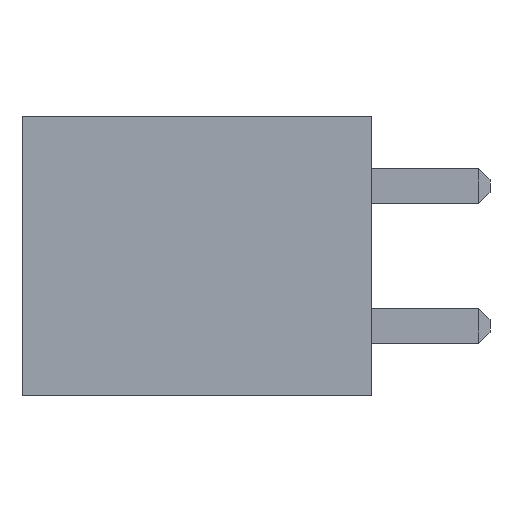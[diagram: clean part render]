
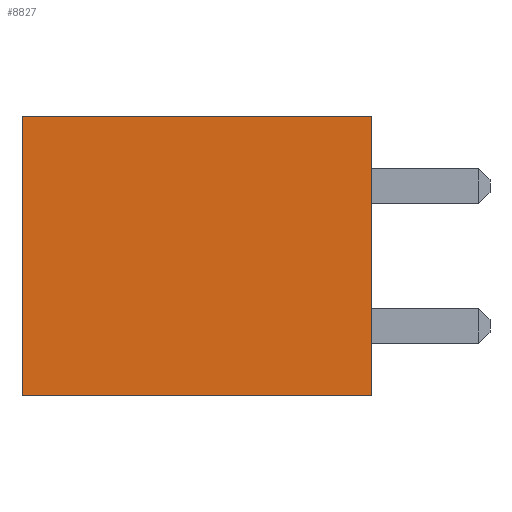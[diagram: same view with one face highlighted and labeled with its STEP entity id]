
A CAD part, left-side view. The second image highlights one B-rep face of the part: STEP entity #8827.
In plain terms, the highlighted planar face has unit normal (-1, 0, 0).
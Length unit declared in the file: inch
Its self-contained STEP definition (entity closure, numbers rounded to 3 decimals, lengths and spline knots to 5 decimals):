
#720 = VECTOR ( 'NONE', #3337, 39.37008 ) ;
#727 = VECTOR ( 'NONE', #3355, 39.37008 ) ;
#805 = VECTOR ( 'NONE', #5579, 39.37008 ) ;
#811 = VECTOR ( 'NONE', #5591, 39.37008 ) ;
#3336 = CARTESIAN_POINT ( 'NONE',  ( -0.06, 0.125, -0.1 ) ) ;
#3337 = DIRECTION ( 'NONE',  ( 0., -1., 0. ) ) ;
#3354 = CARTESIAN_POINT ( 'NONE',  ( -0.06, 0.125, 0.1 ) ) ;
#3355 = DIRECTION ( 'NONE',  ( 0., 0., -1. ) ) ;
#3363 = CARTESIAN_POINT ( 'NONE',  ( -0.06, 0.125, -0.1 ) ) ;
#3376 = CARTESIAN_POINT ( 'NONE',  ( -0.06, 0.125, 0.1 ) ) ;
#4006 = CARTESIAN_POINT ( 'NONE',  ( -0.06, -0.125, -0.1 ) ) ;
#4008 = CARTESIAN_POINT ( 'NONE',  ( -0.06, -0.125, 0.1 ) ) ;
#4369 = EDGE_LOOP ( 'NONE', ( #10741, #10742, #10743, #10740 ) ) ;
#5316 = VERTEX_POINT ( 'NONE', #4006 ) ;
#5318 = VERTEX_POINT ( 'NONE', #4008 ) ;
#5323 = VERTEX_POINT ( 'NONE', #3363 ) ;
#5336 = VERTEX_POINT ( 'NONE', #3376 ) ;
#5578 = CARTESIAN_POINT ( 'NONE',  ( -0.06, -0.125, 0.035 ) ) ;
#5579 = DIRECTION ( 'NONE',  ( 0., 0., 1. ) ) ;
#5590 = CARTESIAN_POINT ( 'NONE',  ( -0.06, -0.125, 0.1 ) ) ;
#5591 = DIRECTION ( 'NONE',  ( 0., 1., 0. ) ) ;
#6985 = FACE_OUTER_BOUND ( 'NONE', #4369, .T. ) ;
#8392 = EDGE_CURVE ( 'NONE', #5323, #5316, #9672, .T. ) ;
#8400 = EDGE_CURVE ( 'NONE', #5336, #5323, #9679, .T. ) ;
#8486 = EDGE_CURVE ( 'NONE', #5316, #5318, #9747, .T. ) ;
#8492 = EDGE_CURVE ( 'NONE', #5318, #5336, #9753, .T. ) ;
#8827 = ADVANCED_FACE ( 'NONE', ( #6985 ), #11534, .T. ) ;
#9672 = LINE ( 'NONE', #3336, #720 ) ;
#9679 = LINE ( 'NONE', #3354, #727 ) ;
#9747 = LINE ( 'NONE', #5578, #805 ) ;
#9753 = LINE ( 'NONE', #5590, #811 ) ;
#10740 = ORIENTED_EDGE ( 'NONE', *, *, #8400, .T. ) ;
#10741 = ORIENTED_EDGE ( 'NONE', *, *, #8392, .T. ) ;
#10742 = ORIENTED_EDGE ( 'NONE', *, *, #8486, .T. ) ;
#10743 = ORIENTED_EDGE ( 'NONE', *, *, #8492, .T. ) ;
#11534 = PLANE ( 'NONE',  #12132 ) ;
#11535 = CARTESIAN_POINT ( 'NONE',  ( -0.06, -0.105, -0.035 ) ) ;
#11536 = DIRECTION ( 'NONE',  ( -1., 0., 0. ) ) ;
#11537 = DIRECTION ( 'NONE',  ( 0., 0., 1. ) ) ;
#12132 = AXIS2_PLACEMENT_3D ( 'NONE', #11535, #11536, #11537 ) ;
